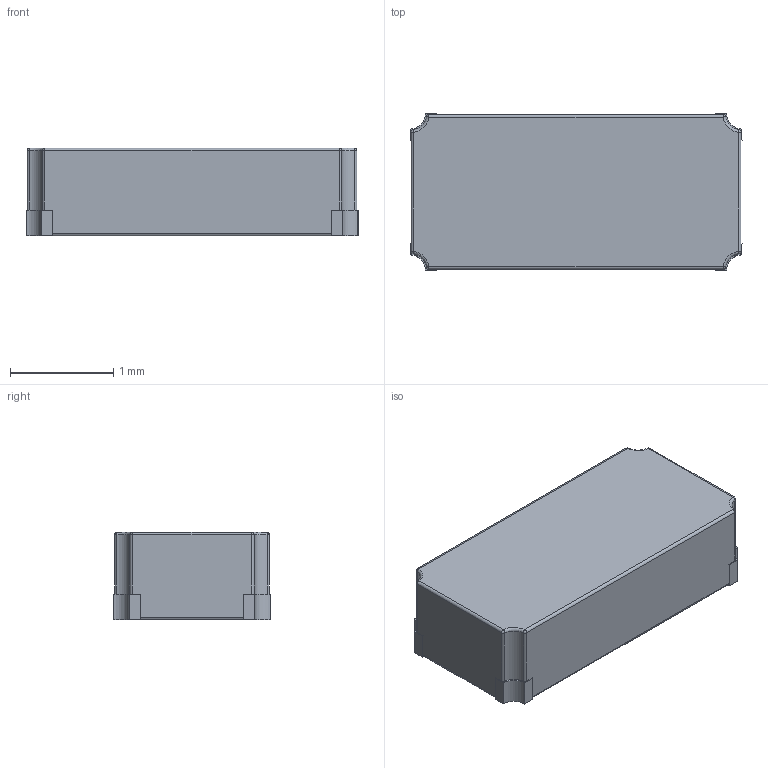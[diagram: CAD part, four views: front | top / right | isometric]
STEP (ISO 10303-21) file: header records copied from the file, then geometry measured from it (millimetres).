
FILE_DESCRIPTION(('FreeCAD Model'),'2;1');
FILE_NAME('Compound.step','2017-04-26T15:32:37',( 'kicad StepUp'),('ksu MCAD'),'Open CASCADE STEP processor 6.8', 'FreeCAD','Unknown');
FILE_SCHEMA(('AUTOMOTIVE_DESIGN_CC2 { 1 2 10303 214 -1 1 5 4 }'));
Length unit declared in the file: millimetre
Products named in the file (1): Compound
Bounding box: 3.22 x 1.52 x 0.85 mm (x, y, z)
Volume: 4 mm3; surface area: 24.4 mm2
Topology: 2 solids, 2 shells, 96 faces, 250 edges, 156 vertices
Faces by surface type: plane 58, cylinder 26, bspline 12
Entity records: 3697 total; most frequent: CARTESIAN_POINT 691, ORIENTED_EDGE 492, DIRECTION 472, EDGE_CURVE 246, LINE 182, VECTOR 182, VERTEX_POINT 156, AXIS2_PLACEMENT_3D 145
